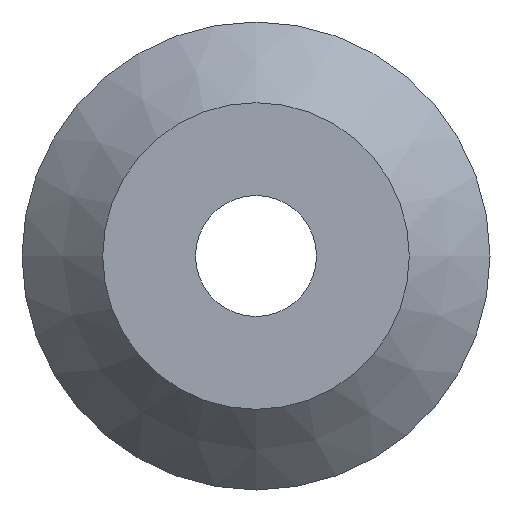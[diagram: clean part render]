
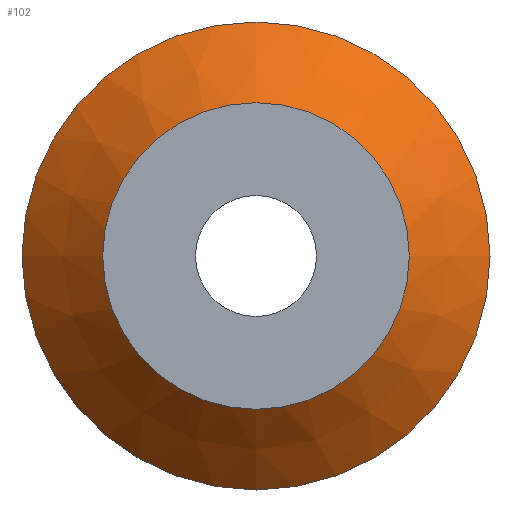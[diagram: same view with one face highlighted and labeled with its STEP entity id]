
A CAD part, left-side view. The second image highlights one B-rep face of the part: STEP entity #102.
In plain terms, the highlighted conical face has half-angle 45 degrees and reference radius 4.8 mm.
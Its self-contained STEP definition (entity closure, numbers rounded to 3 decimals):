
#15=CONICAL_SURFACE('',#129,4.8,0.785);
#19=LINE('',#190,#23);
#23=VECTOR('',#163,4.8);
#35=FACE_OUTER_BOUND('',#44,.T.);
#44=EDGE_LOOP('',(#88,#89,#90,#91));
#52=CIRCLE('',#128,3.8);
#53=CIRCLE('',#130,5.8);
#59=VERTEX_POINT('',#184);
#60=VERTEX_POINT('',#188);
#68=EDGE_CURVE('',#59,#59,#52,.T.);
#70=EDGE_CURVE('',#60,#60,#53,.T.);
#71=EDGE_CURVE('',#60,#59,#19,.T.);
#88=ORIENTED_EDGE('',*,*,#70,.F.);
#89=ORIENTED_EDGE('',*,*,#71,.T.);
#90=ORIENTED_EDGE('',*,*,#68,.T.);
#91=ORIENTED_EDGE('',*,*,#71,.F.);
#102=ADVANCED_FACE('',(#35),#15,.T.);
#128=AXIS2_PLACEMENT_3D('',#185,#156,#157);
#129=AXIS2_PLACEMENT_3D('',#187,#159,#160);
#130=AXIS2_PLACEMENT_3D('',#189,#161,#162);
#156=DIRECTION('center_axis',(1.,0.,0.));
#157=DIRECTION('ref_axis',(0.,0.,-1.));
#159=DIRECTION('center_axis',(1.,0.,0.));
#160=DIRECTION('ref_axis',(0.,1.,0.));
#161=DIRECTION('center_axis',(1.,0.,0.));
#162=DIRECTION('ref_axis',(0.,0.,-1.));
#163=DIRECTION('',(-0.707,0.707,0.));
#184=CARTESIAN_POINT('',(6.,-3.8,0.));
#185=CARTESIAN_POINT('Origin',(6.,0.,0.));
#187=CARTESIAN_POINT('Origin',(7.,0.,0.));
#188=CARTESIAN_POINT('',(8.,-5.8,0.));
#189=CARTESIAN_POINT('Origin',(8.,0.,0.));
#190=CARTESIAN_POINT('',(7.,-4.8,0.));
